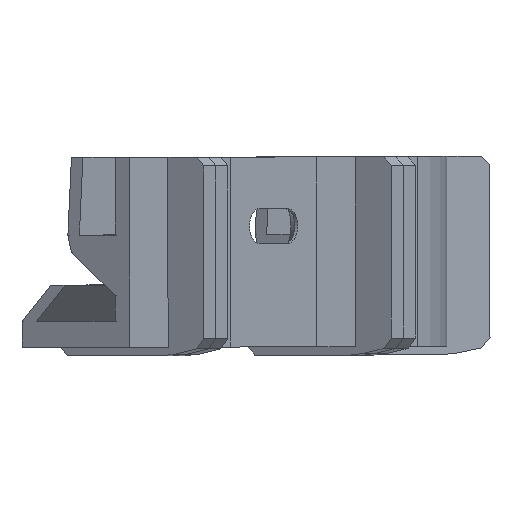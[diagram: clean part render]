
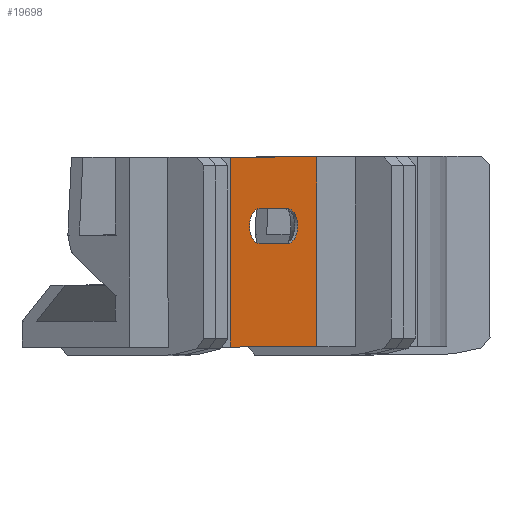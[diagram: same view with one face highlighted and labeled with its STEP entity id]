
A CAD part, left-side view. The second image highlights one B-rep face of the part: STEP entity #19698.
In plain terms, the highlighted face is planar.
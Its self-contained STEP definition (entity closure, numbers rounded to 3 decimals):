
#19422 = VERTEX_POINT('',#19423);
#19423 = CARTESIAN_POINT('',(3.,0.,16.));
#19430 = CYLINDRICAL_SURFACE('',#19431,2.);
#19431 = AXIS2_PLACEMENT_3D('',#19432,#19433,#19434);
#19432 = CARTESIAN_POINT('',(3.,24.,14.));
#19433 = DIRECTION('',(-0.,1.,0.));
#19434 = DIRECTION('',(0.,0.,-1.));
#19442 = PLANE('',#19443);
#19443 = AXIS2_PLACEMENT_3D('',#19444,#19445,#19446);
#19444 = CARTESIAN_POINT('',(3.,24.,16.));
#19445 = DIRECTION('',(0.,0.,-1.));
#19446 = DIRECTION('',(-1.,0.,-0.));
#19484 = VERTEX_POINT('',#19485);
#19485 = CARTESIAN_POINT('',(3.,0.,12.));
#19499 = PLANE('',#19500);
#19500 = AXIS2_PLACEMENT_3D('',#19501,#19502,#19503);
#19501 = CARTESIAN_POINT('',(-3.,24.,12.));
#19502 = DIRECTION('',(0.,0.,1.));
#19503 = DIRECTION('',(1.,0.,0.));
#19511 = EDGE_CURVE('',#19422,#19484,#19512,.T.);
#19512 = SURFACE_CURVE('',#19513,(#19518,#19525),.PCURVE_S1.);
#19513 = CIRCLE('',#19514,2.);
#19514 = AXIS2_PLACEMENT_3D('',#19515,#19516,#19517);
#19515 = CARTESIAN_POINT('',(3.,0.,14.));
#19516 = DIRECTION('',(0.,1.,0.));
#19517 = DIRECTION('',(0.,0.,-1.));
#19518 = PCURVE('',#19430,#19519);
#19519 = DEFINITIONAL_REPRESENTATION('',(#19520),#19524);
#19520 = LINE('',#19521,#19522);
#19521 = CARTESIAN_POINT('',(-6.283,-24.));
#19522 = VECTOR('',#19523,1.);
#19523 = DIRECTION('',(1.,-0.));
#19524 = ( GEOMETRIC_REPRESENTATION_CONTEXT(2) 
PARAMETRIC_REPRESENTATION_CONTEXT() REPRESENTATION_CONTEXT('2D SPACE',''
  ) );
#19525 = PCURVE('',#19526,#19531);
#19526 = PLANE('',#19527);
#19527 = AXIS2_PLACEMENT_3D('',#19528,#19529,#19530);
#19528 = CARTESIAN_POINT('',(0.,0.,0.));
#19529 = DIRECTION('',(0.,1.,-0.));
#19530 = DIRECTION('',(0.,0.,1.));
#19531 = DEFINITIONAL_REPRESENTATION('',(#19532),#19536);
#19532 = CIRCLE('',#19533,2.);
#19533 = AXIS2_PLACEMENT_2D('',#19534,#19535);
#19534 = CARTESIAN_POINT('',(14.,3.));
#19535 = DIRECTION('',(-1.,0.));
#19536 = ( GEOMETRIC_REPRESENTATION_CONTEXT(2) 
PARAMETRIC_REPRESENTATION_CONTEXT() REPRESENTATION_CONTEXT('2D SPACE',''
  ) );
#19544 = VERTEX_POINT('',#19545);
#19545 = CARTESIAN_POINT('',(-3.,0.,16.));
#19559 = CYLINDRICAL_SURFACE('',#19560,2.);
#19560 = AXIS2_PLACEMENT_3D('',#19561,#19562,#19563);
#19561 = CARTESIAN_POINT('',(-3.,24.,14.));
#19562 = DIRECTION('',(-0.,1.,0.));
#19563 = DIRECTION('',(0.,0.,1.));
#19598 = EDGE_CURVE('',#19422,#19544,#19599,.T.);
#19599 = SURFACE_CURVE('',#19600,(#19604,#19610),.PCURVE_S1.);
#19600 = LINE('',#19601,#19602);
#19601 = CARTESIAN_POINT('',(1.5,0.,16.));
#19602 = VECTOR('',#19603,1.);
#19603 = DIRECTION('',(-1.,0.,0.));
#19604 = PCURVE('',#19442,#19605);
#19605 = DEFINITIONAL_REPRESENTATION('',(#19606),#19609);
#19606 = B_SPLINE_CURVE_WITH_KNOTS('',1,(#19607,#19608),.UNSPECIFIED.,
  .F.,.F.,(2,2),(-1.5,4.5),.PIECEWISE_BEZIER_KNOTS.);
#19607 = CARTESIAN_POINT('',(0.,-24.));
#19608 = CARTESIAN_POINT('',(6.,-24.));
#19609 = ( GEOMETRIC_REPRESENTATION_CONTEXT(2) 
PARAMETRIC_REPRESENTATION_CONTEXT() REPRESENTATION_CONTEXT('2D SPACE',''
  ) );
#19610 = PCURVE('',#19526,#19611);
#19611 = DEFINITIONAL_REPRESENTATION('',(#19612),#19615);
#19612 = B_SPLINE_CURVE_WITH_KNOTS('',1,(#19613,#19614),.UNSPECIFIED.,
  .F.,.F.,(2,2),(-1.5,4.5),.PIECEWISE_BEZIER_KNOTS.);
#19613 = CARTESIAN_POINT('',(16.,3.));
#19614 = CARTESIAN_POINT('',(16.,-3.));
#19615 = ( GEOMETRIC_REPRESENTATION_CONTEXT(2) 
PARAMETRIC_REPRESENTATION_CONTEXT() REPRESENTATION_CONTEXT('2D SPACE',''
  ) );
#19698 = ADVANCED_FACE('',(#19699,#19813),#19526,.F.);
#19699 = FACE_BOUND('',#19700,.F.);
#19700 = EDGE_LOOP('',(#19701,#19731,#19759,#19787));
#19701 = ORIENTED_EDGE('',*,*,#19702,.F.);
#19702 = EDGE_CURVE('',#19703,#19705,#19707,.T.);
#19703 = VERTEX_POINT('',#19704);
#19704 = CARTESIAN_POINT('',(-9.,0.,0.));
#19705 = VERTEX_POINT('',#19706);
#19706 = CARTESIAN_POINT('',(9.,0.,0.));
#19707 = SURFACE_CURVE('',#19708,(#19712,#19719),.PCURVE_S1.);
#19708 = LINE('',#19709,#19710);
#19709 = CARTESIAN_POINT('',(-9.,0.,0.));
#19710 = VECTOR('',#19711,1.);
#19711 = DIRECTION('',(1.,0.,0.));
#19712 = PCURVE('',#19526,#19713);
#19713 = DEFINITIONAL_REPRESENTATION('',(#19714),#19718);
#19714 = LINE('',#19715,#19716);
#19715 = CARTESIAN_POINT('',(0.,-9.));
#19716 = VECTOR('',#19717,1.);
#19717 = DIRECTION('',(0.,1.));
#19718 = ( GEOMETRIC_REPRESENTATION_CONTEXT(2) 
PARAMETRIC_REPRESENTATION_CONTEXT() REPRESENTATION_CONTEXT('2D SPACE',''
  ) );
#19719 = PCURVE('',#19720,#19725);
#19720 = PLANE('',#19721);
#19721 = AXIS2_PLACEMENT_3D('',#19722,#19723,#19724);
#19722 = CARTESIAN_POINT('',(0.,15.,0.));
#19723 = DIRECTION('',(0.,0.,1.));
#19724 = DIRECTION('',(0.,-1.,0.));
#19725 = DEFINITIONAL_REPRESENTATION('',(#19726),#19730);
#19726 = LINE('',#19727,#19728);
#19727 = CARTESIAN_POINT('',(15.,-9.));
#19728 = VECTOR('',#19729,1.);
#19729 = DIRECTION('',(0.,1.));
#19730 = ( GEOMETRIC_REPRESENTATION_CONTEXT(2) 
PARAMETRIC_REPRESENTATION_CONTEXT() REPRESENTATION_CONTEXT('2D SPACE',''
  ) );
#19731 = ORIENTED_EDGE('',*,*,#19732,.T.);
#19732 = EDGE_CURVE('',#19703,#19733,#19735,.T.);
#19733 = VERTEX_POINT('',#19734);
#19734 = CARTESIAN_POINT('',(-9.,0.,22.));
#19735 = SURFACE_CURVE('',#19736,(#19740,#19747),.PCURVE_S1.);
#19736 = LINE('',#19737,#19738);
#19737 = CARTESIAN_POINT('',(-9.,0.,0.));
#19738 = VECTOR('',#19739,1.);
#19739 = DIRECTION('',(0.,0.,1.));
#19740 = PCURVE('',#19526,#19741);
#19741 = DEFINITIONAL_REPRESENTATION('',(#19742),#19746);
#19742 = LINE('',#19743,#19744);
#19743 = CARTESIAN_POINT('',(0.,-9.));
#19744 = VECTOR('',#19745,1.);
#19745 = DIRECTION('',(1.,0.));
#19746 = ( GEOMETRIC_REPRESENTATION_CONTEXT(2) 
PARAMETRIC_REPRESENTATION_CONTEXT() REPRESENTATION_CONTEXT('2D SPACE',''
  ) );
#19747 = PCURVE('',#19748,#19753);
#19748 = PLANE('',#19749);
#19749 = AXIS2_PLACEMENT_3D('',#19750,#19751,#19752);
#19750 = CARTESIAN_POINT('',(-9.,4.162,7.662));
#19751 = DIRECTION('',(-1.,0.,0.));
#19752 = DIRECTION('',(0.,0.,1.));
#19753 = DEFINITIONAL_REPRESENTATION('',(#19754),#19758);
#19754 = LINE('',#19755,#19756);
#19755 = CARTESIAN_POINT('',(-7.662,-4.162));
#19756 = VECTOR('',#19757,1.);
#19757 = DIRECTION('',(1.,0.));
#19758 = ( GEOMETRIC_REPRESENTATION_CONTEXT(2) 
PARAMETRIC_REPRESENTATION_CONTEXT() REPRESENTATION_CONTEXT('2D SPACE',''
  ) );
#19759 = ORIENTED_EDGE('',*,*,#19760,.F.);
#19760 = EDGE_CURVE('',#19761,#19733,#19763,.T.);
#19761 = VERTEX_POINT('',#19762);
#19762 = CARTESIAN_POINT('',(9.,0.,22.));
#19763 = SURFACE_CURVE('',#19764,(#19768,#19775),.PCURVE_S1.);
#19764 = LINE('',#19765,#19766);
#19765 = CARTESIAN_POINT('',(9.,0.,22.));
#19766 = VECTOR('',#19767,1.);
#19767 = DIRECTION('',(-1.,0.,0.));
#19768 = PCURVE('',#19526,#19769);
#19769 = DEFINITIONAL_REPRESENTATION('',(#19770),#19774);
#19770 = LINE('',#19771,#19772);
#19771 = CARTESIAN_POINT('',(22.,9.));
#19772 = VECTOR('',#19773,1.);
#19773 = DIRECTION('',(0.,-1.));
#19774 = ( GEOMETRIC_REPRESENTATION_CONTEXT(2) 
PARAMETRIC_REPRESENTATION_CONTEXT() REPRESENTATION_CONTEXT('2D SPACE',''
  ) );
#19775 = PCURVE('',#19776,#19781);
#19776 = PLANE('',#19777);
#19777 = AXIS2_PLACEMENT_3D('',#19778,#19779,#19780);
#19778 = CARTESIAN_POINT('',(0.,0.,22.));
#19779 = DIRECTION('',(0.,0.,-1.));
#19780 = DIRECTION('',(0.,1.,0.));
#19781 = DEFINITIONAL_REPRESENTATION('',(#19782),#19786);
#19782 = LINE('',#19783,#19784);
#19783 = CARTESIAN_POINT('',(0.,9.));
#19784 = VECTOR('',#19785,1.);
#19785 = DIRECTION('',(0.,-1.));
#19786 = ( GEOMETRIC_REPRESENTATION_CONTEXT(2) 
PARAMETRIC_REPRESENTATION_CONTEXT() REPRESENTATION_CONTEXT('2D SPACE',''
  ) );
#19787 = ORIENTED_EDGE('',*,*,#19788,.F.);
#19788 = EDGE_CURVE('',#19705,#19761,#19789,.T.);
#19789 = SURFACE_CURVE('',#19790,(#19794,#19801),.PCURVE_S1.);
#19790 = LINE('',#19791,#19792);
#19791 = CARTESIAN_POINT('',(9.,0.,0.));
#19792 = VECTOR('',#19793,1.);
#19793 = DIRECTION('',(0.,0.,1.));
#19794 = PCURVE('',#19526,#19795);
#19795 = DEFINITIONAL_REPRESENTATION('',(#19796),#19800);
#19796 = LINE('',#19797,#19798);
#19797 = CARTESIAN_POINT('',(0.,9.));
#19798 = VECTOR('',#19799,1.);
#19799 = DIRECTION('',(1.,0.));
#19800 = ( GEOMETRIC_REPRESENTATION_CONTEXT(2) 
PARAMETRIC_REPRESENTATION_CONTEXT() REPRESENTATION_CONTEXT('2D SPACE',''
  ) );
#19801 = PCURVE('',#19802,#19807);
#19802 = PLANE('',#19803);
#19803 = AXIS2_PLACEMENT_3D('',#19804,#19805,#19806);
#19804 = CARTESIAN_POINT('',(9.,4.162,7.662));
#19805 = DIRECTION('',(-1.,0.,0.));
#19806 = DIRECTION('',(0.,0.,1.));
#19807 = DEFINITIONAL_REPRESENTATION('',(#19808),#19812);
#19808 = LINE('',#19809,#19810);
#19809 = CARTESIAN_POINT('',(-7.662,-4.162));
#19810 = VECTOR('',#19811,1.);
#19811 = DIRECTION('',(1.,0.));
#19812 = ( GEOMETRIC_REPRESENTATION_CONTEXT(2) 
PARAMETRIC_REPRESENTATION_CONTEXT() REPRESENTATION_CONTEXT('2D SPACE',''
  ) );
#19813 = FACE_BOUND('',#19814,.F.);
#19814 = EDGE_LOOP('',(#19815,#19816,#19817,#19841));
#19815 = ORIENTED_EDGE('',*,*,#19511,.F.);
#19816 = ORIENTED_EDGE('',*,*,#19598,.T.);
#19817 = ORIENTED_EDGE('',*,*,#19818,.F.);
#19818 = EDGE_CURVE('',#19819,#19544,#19821,.T.);
#19819 = VERTEX_POINT('',#19820);
#19820 = CARTESIAN_POINT('',(-3.,0.,12.));
#19821 = SURFACE_CURVE('',#19822,(#19827,#19834),.PCURVE_S1.);
#19822 = CIRCLE('',#19823,2.);
#19823 = AXIS2_PLACEMENT_3D('',#19824,#19825,#19826);
#19824 = CARTESIAN_POINT('',(-3.,0.,14.));
#19825 = DIRECTION('',(-0.,1.,0.));
#19826 = DIRECTION('',(0.,0.,1.));
#19827 = PCURVE('',#19526,#19828);
#19828 = DEFINITIONAL_REPRESENTATION('',(#19829),#19833);
#19829 = CIRCLE('',#19830,2.);
#19830 = AXIS2_PLACEMENT_2D('',#19831,#19832);
#19831 = CARTESIAN_POINT('',(14.,-3.));
#19832 = DIRECTION('',(1.,0.));
#19833 = ( GEOMETRIC_REPRESENTATION_CONTEXT(2) 
PARAMETRIC_REPRESENTATION_CONTEXT() REPRESENTATION_CONTEXT('2D SPACE',''
  ) );
#19834 = PCURVE('',#19559,#19835);
#19835 = DEFINITIONAL_REPRESENTATION('',(#19836),#19840);
#19836 = LINE('',#19837,#19838);
#19837 = CARTESIAN_POINT('',(-6.283,-24.));
#19838 = VECTOR('',#19839,1.);
#19839 = DIRECTION('',(1.,-0.));
#19840 = ( GEOMETRIC_REPRESENTATION_CONTEXT(2) 
PARAMETRIC_REPRESENTATION_CONTEXT() REPRESENTATION_CONTEXT('2D SPACE',''
  ) );
#19841 = ORIENTED_EDGE('',*,*,#19842,.T.);
#19842 = EDGE_CURVE('',#19819,#19484,#19843,.T.);
#19843 = SURFACE_CURVE('',#19844,(#19848,#19854),.PCURVE_S1.);
#19844 = LINE('',#19845,#19846);
#19845 = CARTESIAN_POINT('',(-1.5,0.,12.));
#19846 = VECTOR('',#19847,1.);
#19847 = DIRECTION('',(1.,-0.,0.));
#19848 = PCURVE('',#19526,#19849);
#19849 = DEFINITIONAL_REPRESENTATION('',(#19850),#19853);
#19850 = B_SPLINE_CURVE_WITH_KNOTS('',1,(#19851,#19852),.UNSPECIFIED.,
  .F.,.F.,(2,2),(-1.5,4.5),.PIECEWISE_BEZIER_KNOTS.);
#19851 = CARTESIAN_POINT('',(12.,-3.));
#19852 = CARTESIAN_POINT('',(12.,3.));
#19853 = ( GEOMETRIC_REPRESENTATION_CONTEXT(2) 
PARAMETRIC_REPRESENTATION_CONTEXT() REPRESENTATION_CONTEXT('2D SPACE',''
  ) );
#19854 = PCURVE('',#19499,#19855);
#19855 = DEFINITIONAL_REPRESENTATION('',(#19856),#19859);
#19856 = B_SPLINE_CURVE_WITH_KNOTS('',1,(#19857,#19858),.UNSPECIFIED.,
  .F.,.F.,(2,2),(-1.5,4.5),.PIECEWISE_BEZIER_KNOTS.);
#19857 = CARTESIAN_POINT('',(0.,-24.));
#19858 = CARTESIAN_POINT('',(6.,-24.));
#19859 = ( GEOMETRIC_REPRESENTATION_CONTEXT(2) 
PARAMETRIC_REPRESENTATION_CONTEXT() REPRESENTATION_CONTEXT('2D SPACE',''
  ) );
